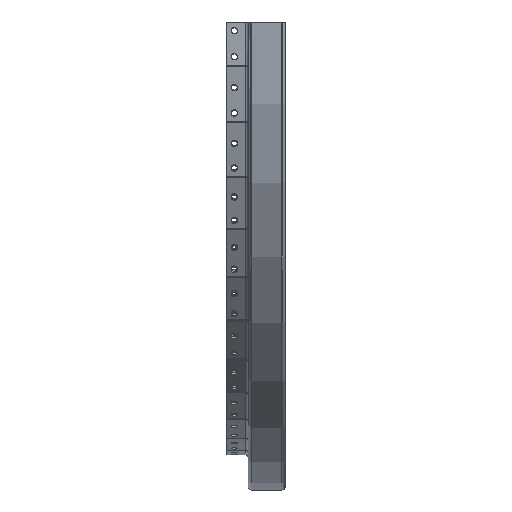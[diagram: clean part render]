
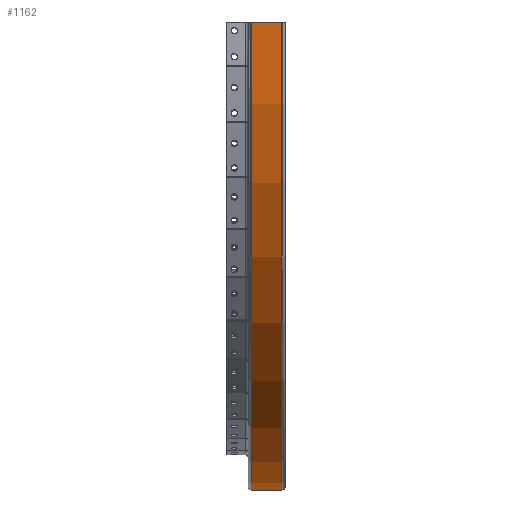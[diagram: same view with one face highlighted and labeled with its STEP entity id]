
A CAD part, left-side view. The second image highlights one B-rep face of the part: STEP entity #1162.
In plain terms, the highlighted cylindrical face has radius 448.5 mm (diameter 897 mm), a partial arc.
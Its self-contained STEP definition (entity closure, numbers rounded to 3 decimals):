
#152=CYLINDRICAL_SURFACE('',#9838,448.5);
#564=FACE_OUTER_BOUND('',#3721,.T.);
#1162=ADVANCED_FACE('',(#564),#152,.T.);
#2133=LINE('',#15327,#2637);
#2134=LINE('',#15372,#2638);
#2637=VECTOR('',#11917,1.);
#2638=VECTOR('',#11926,1.);
#3721=EDGE_LOOP('',(#5377,#5378,#5379,#5380));
#5377=ORIENTED_EDGE('',*,*,#8511,.F.);
#5378=ORIENTED_EDGE('',*,*,#8389,.T.);
#5379=ORIENTED_EDGE('',*,*,#8512,.T.);
#5380=ORIENTED_EDGE('',*,*,#8383,.T.);
#7497=VERTEX_POINT('',#15326);
#7498=VERTEX_POINT('',#15328);
#7499=VERTEX_POINT('',#15371);
#7500=VERTEX_POINT('',#15373);
#8383=EDGE_CURVE('',#7498,#7497,#2133,.T.);
#8389=EDGE_CURVE('',#7500,#7499,#2134,.T.);
#8511=EDGE_CURVE('',#7500,#7497,#9015,.T.);
#8512=EDGE_CURVE('',#7499,#7498,#9016,.T.);
#9015=CIRCLE('',#9835,448.5);
#9016=CIRCLE('',#9837,448.5);
#9835=AXIS2_PLACEMENT_3D('',#15922,#12119,#12120);
#9837=AXIS2_PLACEMENT_3D('',#15924,#12123,#12124);
#9838=AXIS2_PLACEMENT_3D('',#15925,#12125,#12126);
#11917=DIRECTION('',(0.,-1.,0.));
#11926=DIRECTION('',(0.,1.,0.));
#12119=DIRECTION('',(0.,-1.,0.));
#12120=DIRECTION('',(0.,0.,1.));
#12123=DIRECTION('',(0.,-1.,0.));
#12124=DIRECTION('',(0.,0.,1.));
#12125=DIRECTION('',(0.,1.,0.));
#12126=DIRECTION('',(0.,0.,1.));
#15326=CARTESIAN_POINT('',(448.453,2.,-6.5));
#15327=CARTESIAN_POINT('',(448.453,0.,-6.5));
#15328=CARTESIAN_POINT('',(448.453,31.,-6.5));
#15371=CARTESIAN_POINT('',(-448.453,31.,-6.5));
#15372=CARTESIAN_POINT('',(-448.453,0.,-6.5));
#15373=CARTESIAN_POINT('',(-448.453,2.,-6.5));
#15922=CARTESIAN_POINT('',(0.,2.,0.));
#15924=CARTESIAN_POINT('',(0.,31.,0.));
#15925=CARTESIAN_POINT('',(0.,0.,0.));
